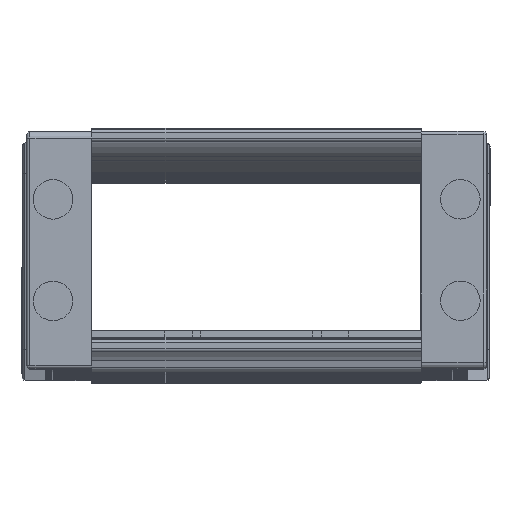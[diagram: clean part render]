
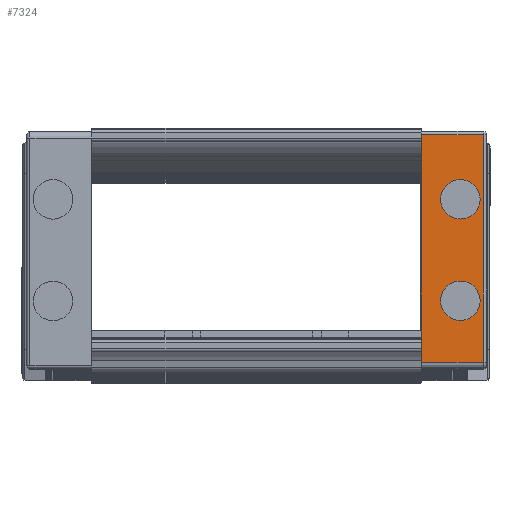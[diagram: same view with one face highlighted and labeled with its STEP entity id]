
A CAD part, top view. The second image highlights one B-rep face of the part: STEP entity #7324.
In plain terms, the highlighted face is planar.
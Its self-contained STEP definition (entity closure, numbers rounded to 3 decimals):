
#198 = DIRECTION ( 'NONE',  ( 0., 0., 1. ) ) ;
#303 = EDGE_CURVE ( 'NONE', #10100, #377, #6188, .T. ) ;
#337 = EDGE_CURVE ( 'NONE', #3192, #2505, #3773, .T. ) ;
#377 = VERTEX_POINT ( 'NONE', #2520 ) ;
#591 = VERTEX_POINT ( 'NONE', #3869 ) ;
#666 = CARTESIAN_POINT ( 'NONE',  ( 5.9, 10.3, 0. ) ) ;
#857 = VERTEX_POINT ( 'NONE', #3573 ) ;
#1021 = CARTESIAN_POINT ( 'NONE',  ( 3.5, 0., 0. ) ) ;
#1053 = CARTESIAN_POINT ( 'NONE',  ( 8.9, 10.3, 0. ) ) ;
#1058 = EDGE_CURVE ( 'NONE', #5602, #6710, #2136, .T. ) ;
#1116 = FACE_BOUND ( 'NONE', #3704, .T. ) ;
#1206 = DIRECTION ( 'NONE',  ( -1., 0., 0. ) ) ;
#1525 = CARTESIAN_POINT ( 'NONE',  ( 5.9, 25.7, 0. ) ) ;
#1777 = ORIENTED_EDGE ( 'NONE', *, *, #303, .F. ) ;
#1784 = VECTOR ( 'NONE', #3111, 1000. ) ;
#1899 = EDGE_CURVE ( 'NONE', #591, #5602, #4032, .T. ) ;
#2085 = ORIENTED_EDGE ( 'NONE', *, *, #2900, .T. ) ;
#2136 = LINE ( 'NONE', #7051, #2249 ) ;
#2226 = CARTESIAN_POINT ( 'NONE',  ( 9.4, 35., 0. ) ) ;
#2249 = VECTOR ( 'NONE', #7159, 1000. ) ;
#2361 = DIRECTION ( 'NONE',  ( 1., 0., 0. ) ) ;
#2505 = VERTEX_POINT ( 'NONE', #1053 ) ;
#2520 = CARTESIAN_POINT ( 'NONE',  ( 8.9, 25.7, 0. ) ) ;
#2536 = DIRECTION ( 'NONE',  ( -1., 0., 0. ) ) ;
#2558 = FACE_BOUND ( 'NONE', #4256, .T. ) ;
#2797 = CIRCLE ( 'NONE', #4363, 3. ) ;
#2900 = EDGE_CURVE ( 'NONE', #857, #591, #9593, .T. ) ;
#2904 = CARTESIAN_POINT ( 'NONE',  ( 0., 0., 0. ) ) ;
#3027 = ORIENTED_EDGE ( 'NONE', *, *, #6998, .T. ) ;
#3038 = ORIENTED_EDGE ( 'NONE', *, *, #3141, .F. ) ;
#3111 = DIRECTION ( 'NONE',  ( 0., 1., 0. ) ) ;
#3141 = EDGE_CURVE ( 'NONE', #377, #10100, #2797, .T. ) ;
#3192 = VERTEX_POINT ( 'NONE', #3445 ) ;
#3233 = CARTESIAN_POINT ( 'NONE',  ( 5.9, 25.7, 0. ) ) ;
#3313 = DIRECTION ( 'NONE',  ( -1., 0., 0. ) ) ;
#3445 = CARTESIAN_POINT ( 'NONE',  ( 2.9, 10.3, 0. ) ) ;
#3573 = CARTESIAN_POINT ( 'NONE',  ( 0., 0.5, 0. ) ) ;
#3704 = EDGE_LOOP ( 'NONE', ( #10666, #7015 ) ) ;
#3742 = LINE ( 'NONE', #10428, #8770 ) ;
#3773 = CIRCLE ( 'NONE', #9916, 3. ) ;
#3869 = CARTESIAN_POINT ( 'NONE',  ( 0., 35., 0. ) ) ;
#4032 = LINE ( 'NONE', #4838, #8348 ) ;
#4256 = EDGE_LOOP ( 'NONE', ( #1777, #3038 ) ) ;
#4293 = ORIENTED_EDGE ( 'NONE', *, *, #1899, .T. ) ;
#4363 = AXIS2_PLACEMENT_3D ( 'NONE', #3233, #6545, #2536 ) ;
#4578 = CARTESIAN_POINT ( 'NONE',  ( 9.4, 0.5, 0. ) ) ;
#4838 = CARTESIAN_POINT ( 'NONE',  ( 3.5, 35., 0. ) ) ;
#5231 = CARTESIAN_POINT ( 'NONE',  ( 2.9, 25.7, 0. ) ) ;
#5322 = CIRCLE ( 'NONE', #7236, 3. ) ;
#5368 = DIRECTION ( 'NONE',  ( -1., 0., 0. ) ) ;
#5602 = VERTEX_POINT ( 'NONE', #2226 ) ;
#5841 = AXIS2_PLACEMENT_3D ( 'NONE', #1525, #8132, #1206 ) ;
#5912 = CARTESIAN_POINT ( 'NONE',  ( 5.9, 10.3, 0. ) ) ;
#5963 = AXIS2_PLACEMENT_3D ( 'NONE', #1021, #198, #10156 ) ;
#6188 = CIRCLE ( 'NONE', #5841, 3. ) ;
#6545 = DIRECTION ( 'NONE',  ( 0., 0., -1. ) ) ;
#6710 = VERTEX_POINT ( 'NONE', #4578 ) ;
#6998 = EDGE_CURVE ( 'NONE', #6710, #857, #3742, .T. ) ;
#7015 = ORIENTED_EDGE ( 'NONE', *, *, #9428, .F. ) ;
#7051 = CARTESIAN_POINT ( 'NONE',  ( 9.4, 0., 0. ) ) ;
#7159 = DIRECTION ( 'NONE',  ( 0., -1., 0. ) ) ;
#7236 = AXIS2_PLACEMENT_3D ( 'NONE', #5912, #10181, #9400 ) ;
#7324 = ADVANCED_FACE ( 'NONE', ( #1116, #2558, #8369 ), #9263, .F. ) ;
#7411 = DIRECTION ( 'NONE',  ( 0., 0., -1. ) ) ;
#8132 = DIRECTION ( 'NONE',  ( 0., 0., -1. ) ) ;
#8348 = VECTOR ( 'NONE', #2361, 1000. ) ;
#8369 = FACE_OUTER_BOUND ( 'NONE', #9256, .T. ) ;
#8770 = VECTOR ( 'NONE', #5368, 1000. ) ;
#9256 = EDGE_LOOP ( 'NONE', ( #10146, #3027, #2085, #4293 ) ) ;
#9263 = PLANE ( 'NONE',  #5963 ) ;
#9400 = DIRECTION ( 'NONE',  ( -1., 0., 0. ) ) ;
#9428 = EDGE_CURVE ( 'NONE', #2505, #3192, #5322, .T. ) ;
#9593 = LINE ( 'NONE', #2904, #1784 ) ;
#9916 = AXIS2_PLACEMENT_3D ( 'NONE', #666, #7411, #3313 ) ;
#10100 = VERTEX_POINT ( 'NONE', #5231 ) ;
#10146 = ORIENTED_EDGE ( 'NONE', *, *, #1058, .T. ) ;
#10156 = DIRECTION ( 'NONE',  ( 1., 0., 0. ) ) ;
#10181 = DIRECTION ( 'NONE',  ( 0., 0., -1. ) ) ;
#10428 = CARTESIAN_POINT ( 'NONE',  ( 3.5, 0.5, 0. ) ) ;
#10666 = ORIENTED_EDGE ( 'NONE', *, *, #337, .F. ) ;
